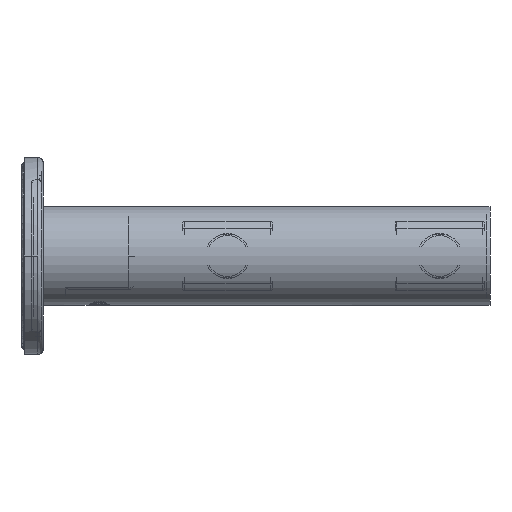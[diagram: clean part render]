
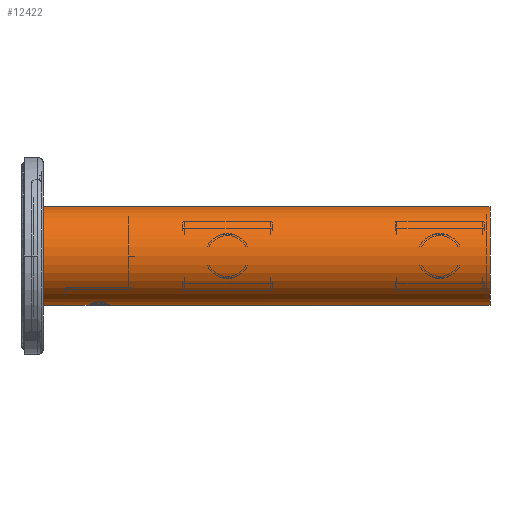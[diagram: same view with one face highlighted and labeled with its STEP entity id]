
A CAD part, front view. The second image highlights one B-rep face of the part: STEP entity #12422.
In plain terms, the highlighted cylindrical face has radius 13.25 mm (diameter 26.5 mm), a partial arc.
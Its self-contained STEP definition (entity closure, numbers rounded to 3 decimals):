
#153 = CARTESIAN_POINT ( 'NONE',  ( 0., -105., -13.25 ) ) ;
#348 = CARTESIAN_POINT ( 'NONE',  ( -1.656, -2.284, -13.147 ) ) ;
#456 = CARTESIAN_POINT ( 'NONE',  ( -2.619, 0.365, -12.989 ) ) ;
#487 = DIRECTION ( 'NONE',  ( 0., 0., 1. ) ) ;
#766 = CARTESIAN_POINT ( 'NONE',  ( 0., 15., 0. ) ) ;
#1134 = EDGE_CURVE ( 'NONE', #1546, #10834, #5176, .T. ) ;
#1546 = VERTEX_POINT ( 'NONE', #12752 ) ;
#2147 = VECTOR ( 'NONE', #5432, 1000. ) ;
#2178 = EDGE_CURVE ( 'NONE', #7746, #10834, #10387, .T. ) ;
#2221 = CARTESIAN_POINT ( 'NONE',  ( -1.375, -2.512, -13.179 ) ) ;
#2332 = CARTESIAN_POINT ( 'NONE',  ( -0.895, -2.782, -13.221 ) ) ;
#2406 = AXIS2_PLACEMENT_3D ( 'NONE', #16679, #22188, #487 ) ;
#2498 = EDGE_CURVE ( 'NONE', #3342, #23134, #5073, .T. ) ;
#2564 = CARTESIAN_POINT ( 'NONE',  ( -1.222, -2.613, -13.195 ) ) ;
#3342 = VERTEX_POINT ( 'NONE', #153 ) ;
#4053 = DIRECTION ( 'NONE',  ( 0., 0., 1. ) ) ;
#4210 = CARTESIAN_POINT ( 'NONE',  ( -0.185, -2.961, -13.25 ) ) ;
#4246 = ORIENTED_EDGE ( 'NONE', *, *, #13231, .T. ) ;
#5046 = DIRECTION ( 'NONE',  ( 0., 1., 0. ) ) ;
#5060 = CARTESIAN_POINT ( 'NONE',  ( 0., -105., 13.25 ) ) ;
#5073 = LINE ( 'NONE', #12234, #2147 ) ;
#5156 = CARTESIAN_POINT ( 'NONE',  ( -0.893, 2.782, -13.221 ) ) ;
#5176 = LINE ( 'NONE', #8928, #22721 ) ;
#5432 = DIRECTION ( 'NONE',  ( 0., 1., 0. ) ) ;
#5536 = CARTESIAN_POINT ( 'NONE',  ( 0., -104., 13.25 ) ) ;
#5865 = AXIS2_PLACEMENT_3D ( 'NONE', #17215, #19100, #9828 ) ;
#5982 = CARTESIAN_POINT ( 'NONE',  ( -2.384, 1.246, -13.034 ) ) ;
#6087 = CARTESIAN_POINT ( 'NONE',  ( -2.021, 1.878, -13.096 ) ) ;
#6503 = CIRCLE ( 'NONE', #2406, 13.25 ) ;
#7163 = LINE ( 'NONE', #5536, #19413 ) ;
#7746 = VERTEX_POINT ( 'NONE', #16425 ) ;
#8587 = ORIENTED_EDGE ( 'NONE', *, *, #2498, .F. ) ;
#8928 = CARTESIAN_POINT ( 'NONE',  ( 0., -104., -13.25 ) ) ;
#9144 = CARTESIAN_POINT ( 'NONE',  ( 0., 2.961, -13.25 ) ) ;
#9440 = DIRECTION ( 'NONE',  ( 0., -1., 0. ) ) ;
#9488 = CARTESIAN_POINT ( 'NONE',  ( -2.14, -1.737, -13.078 ) ) ;
#9726 = CARTESIAN_POINT ( 'NONE',  ( -1.785, -2.157, -13.13 ) ) ;
#9828 = DIRECTION ( 'NONE',  ( 0., 0., 1. ) ) ;
#10387 = CIRCLE ( 'NONE', #22005, 13.25 ) ;
#10834 = VERTEX_POINT ( 'NONE', #16242 ) ;
#11265 = CARTESIAN_POINT ( 'NONE',  ( -1.786, 2.156, -13.13 ) ) ;
#11370 = CARTESIAN_POINT ( 'NONE',  ( -0.37, -2.937, -13.246 ) ) ;
#11434 = ORIENTED_EDGE ( 'NONE', *, *, #22956, .T. ) ;
#11789 = EDGE_LOOP ( 'NONE', ( #8587, #19236, #11434, #19504, #15560, #4246 ) ) ;
#12234 = CARTESIAN_POINT ( 'NONE',  ( 0., -104., -13.25 ) ) ;
#12318 = CARTESIAN_POINT ( 'NONE',  ( -1.218, 2.616, -13.195 ) ) ;
#12333 = DIRECTION ( 'NONE',  ( 0., 1., 0. ) ) ;
#12422 = ADVANCED_FACE ( 'NONE', ( #22720 ), #13352, .T. ) ;
#12752 = CARTESIAN_POINT ( 'NONE',  ( 0., 2.961, -13.25 ) ) ;
#12886 = CARTESIAN_POINT ( 'NONE',  ( -2.635, 0.184, -12.985 ) ) ;
#13133 = CARTESIAN_POINT ( 'NONE',  ( -2.635, -0.368, -12.985 ) ) ;
#13231 = EDGE_CURVE ( 'NONE', #1546, #23134, #19063, .T. ) ;
#13352 = CYLINDRICAL_SURFACE ( 'NONE', #5865, 13.25 ) ;
#14542 = CARTESIAN_POINT ( 'NONE',  ( -0.366, 2.938, -13.246 ) ) ;
#14764 = CARTESIAN_POINT ( 'NONE',  ( -1.656, 2.284, -13.147 ) ) ;
#15560 = ORIENTED_EDGE ( 'NONE', *, *, #1134, .F. ) ;
#16242 = CARTESIAN_POINT ( 'NONE',  ( 0., 15., -13.25 ) ) ;
#16308 = CARTESIAN_POINT ( 'NONE',  ( -0.185, 2.961, -13.25 ) ) ;
#16425 = CARTESIAN_POINT ( 'NONE',  ( 0., 15., 13.25 ) ) ;
#16475 = VERTEX_POINT ( 'NONE', #5060 ) ;
#16542 = CARTESIAN_POINT ( 'NONE',  ( -2.127, 1.726, -13.079 ) ) ;
#16651 = CARTESIAN_POINT ( 'NONE',  ( -2.509, 0.901, -13.01 ) ) ;
#16679 = CARTESIAN_POINT ( 'NONE',  ( 0., -105., 0. ) ) ;
#16805 = EDGE_CURVE ( 'NONE', #3342, #16475, #6503, .T. ) ;
#17215 = CARTESIAN_POINT ( 'NONE',  ( 0., -104., 0. ) ) ;
#17345 = CARTESIAN_POINT ( 'NONE',  ( 0., -2.961, -13.25 ) ) ;
#18301 = CARTESIAN_POINT ( 'NONE',  ( 0., -2.961, -13.25 ) ) ;
#18411 = CARTESIAN_POINT ( 'NONE',  ( -2.308, 1.411, -13.048 ) ) ;
#19063 = B_SPLINE_CURVE_WITH_KNOTS ( 'NONE', 3,
 ( #9144, #16308, #14542, #21232, #5156, #12318, #20418, #14764, #11265, #6087, #16542, #18411, #5982, #16651, #22052, #456, #12886, #13133, #22161, #21923, #9488, #9726, #348, #2221, #2564, #2332, #21809, #11370, #4210, #18301 ),
 .UNSPECIFIED., .F., .F.,
 ( 4, 2, 2, 2, 2, 2, 2, 2, 2, 2, 2, 2, 2, 2, 4 ),
 ( 0.009, 0.009, 0.01, 0.01, 0.011, 0.011, 0.012, 0.013, 0.013, 0.014, 0.015, 0.016, 0.016, 0.017, 0.017 ),
 .UNSPECIFIED. ) ;
#19100 = DIRECTION ( 'NONE',  ( 0., 1., 0. ) ) ;
#19236 = ORIENTED_EDGE ( 'NONE', *, *, #16805, .T. ) ;
#19413 = VECTOR ( 'NONE', #5046, 1000. ) ;
#19504 = ORIENTED_EDGE ( 'NONE', *, *, #2178, .T. ) ;
#20418 = CARTESIAN_POINT ( 'NONE',  ( -1.372, 2.514, -13.18 ) ) ;
#21232 = CARTESIAN_POINT ( 'NONE',  ( -0.719, 2.849, -13.232 ) ) ;
#21809 = CARTESIAN_POINT ( 'NONE',  ( -0.725, -2.847, -13.231 ) ) ;
#21923 = CARTESIAN_POINT ( 'NONE',  ( -2.321, -1.421, -13.046 ) ) ;
#22005 = AXIS2_PLACEMENT_3D ( 'NONE', #766, #9440, #4053 ) ;
#22052 = CARTESIAN_POINT ( 'NONE',  ( -2.556, 0.723, -13.001 ) ) ;
#22161 = CARTESIAN_POINT ( 'NONE',  ( -2.572, -0.729, -12.999 ) ) ;
#22188 = DIRECTION ( 'NONE',  ( 0., 1., 0. ) ) ;
#22720 = FACE_OUTER_BOUND ( 'NONE', #11789, .T. ) ;
#22721 = VECTOR ( 'NONE', #12333, 1000. ) ;
#22956 = EDGE_CURVE ( 'NONE', #16475, #7746, #7163, .T. ) ;
#23134 = VERTEX_POINT ( 'NONE', #17345 ) ;
